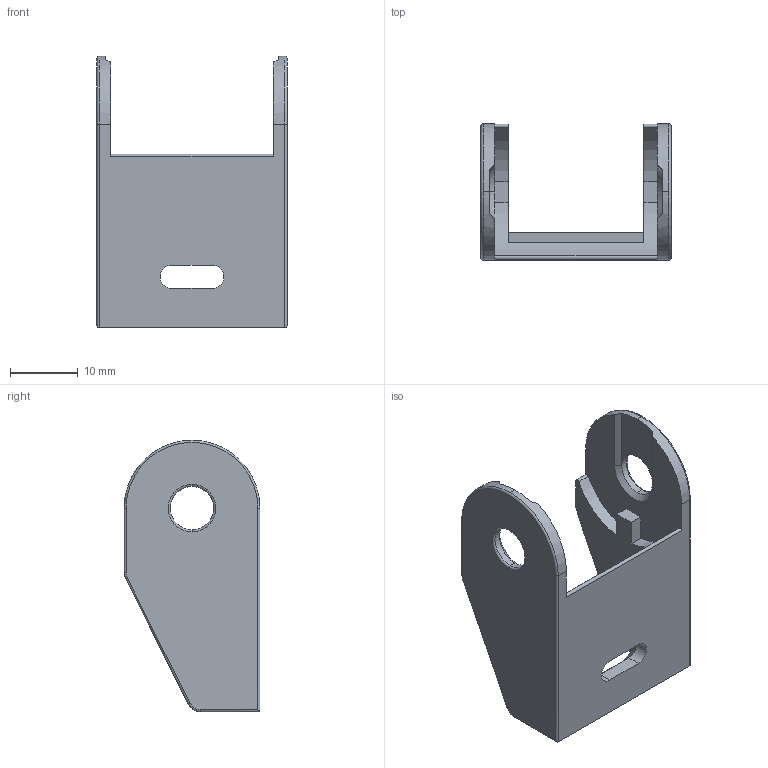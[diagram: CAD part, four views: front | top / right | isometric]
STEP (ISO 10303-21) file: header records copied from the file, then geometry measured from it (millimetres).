
FILE_DESCRIPTION (( 'STEP AP203' ), '1' );
FILE_NAME ('HW90118--STD--Chain Link Start 20x15.STEP', '2025-01-16T10:39:56', ( '' ), ( '' ), 'SwSTEP 2.0', 'SolidWorks 2024', '' );
FILE_SCHEMA (( 'CONFIG_CONTROL_DESIGN' ));
Length unit declared in the file: millimetre
Products named in the file (1): HW90118--STD--Chain Link Start 20x15
Bounding box: 28 x 20 x 40 mm (x, y, z)
Volume: 5331.8 mm3; surface area: 4282.7 mm2
Topology: 1 solids, 1 shells, 74 faces, 195 edges, 121 vertices
Faces by surface type: plane 31, cylinder 28, torus 10, cone 5
Entity records: 2373 total; most frequent: DIRECTION 420, CARTESIAN_POINT 409, ORIENTED_EDGE 390, EDGE_CURVE 195, AXIS2_PLACEMENT_3D 156, VERTEX_POINT 121, VECTOR 108, LINE 108
